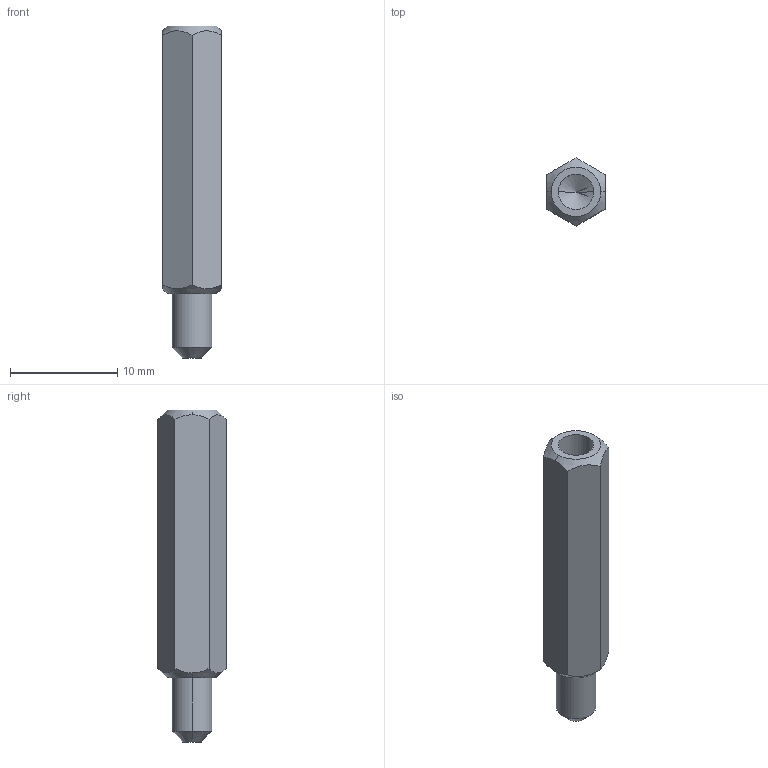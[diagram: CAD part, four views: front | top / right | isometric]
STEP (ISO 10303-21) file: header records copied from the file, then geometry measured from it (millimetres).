
FILE_DESCRIPTION (( 'STEP AP214' ), '1' );
FILE_NAME ('Brass stud M4¡Á25+6.step', '2016-10-28T04:21:20', ( 'dell' ), ( '' ), 'SwSTEP 2.0', 'SolidWorks 2013', '' );
FILE_SCHEMA (( 'AUTOMOTIVE_DESIGN' ));
Length unit declared in the file: millimetre
Products named in the file (1): Brass stud M4×25+6
Bounding box: 5.5 x 6.35 x 31 mm (x, y, z)
Volume: 602.3 mm3; surface area: 702.6 mm2
Topology: 1 solids, 1 shells, 21 faces, 50 edges, 31 vertices
Faces by surface type: plane 9, cone 8, cylinder 4
Entity records: 756 total; most frequent: CARTESIAN_POINT 241, ORIENTED_EDGE 96, DIRECTION 90, EDGE_CURVE 48, AXIS2_PLACEMENT_3D 36, VERTEX_POINT 31, EDGE_LOOP 23, ADVANCED_FACE 21
